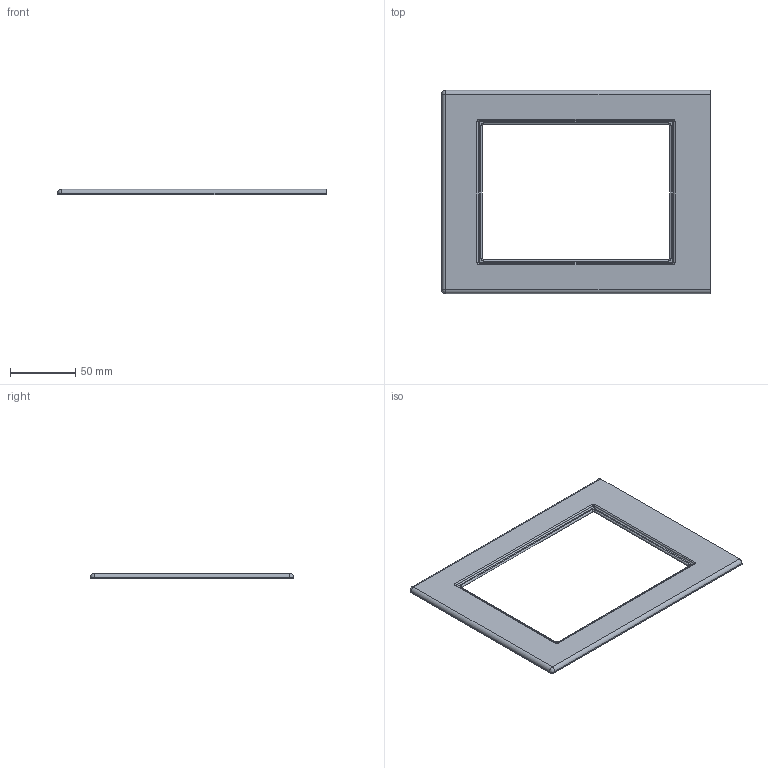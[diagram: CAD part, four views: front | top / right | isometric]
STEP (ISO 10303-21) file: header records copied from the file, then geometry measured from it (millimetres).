
FILE_DESCRIPTION(('STEP AP203'), '1');
FILE_NAME('Âåðõ', '', ('UNSPECIFIED'), ('UNSPECIFIED'), 'C3D Converter', 'C3D Toolkit', '');
FILE_SCHEMA(('CONFIG_CONTROL_DESIGN'));
Length unit declared in the file: millimetre
Bounding box: 206 x 156 x 4 mm (x, y, z)
Volume: 64278.6 mm3; surface area: 37622.6 mm2
Topology: 1 solids, 1 shells, 38 faces, 93 edges, 52 vertices
Faces by surface type: cylinder 17, torus 8, plane 7, sphere 6
Entity records: 1121 total; most frequent: DIRECTION 215, CARTESIAN_POINT 178, ORIENTED_EDGE 174, AXIS2_PLACEMENT_3D 89, EDGE_CURVE 87, VERTEX_POINT 52, CIRCLE 50, FACE_BOUND 41
